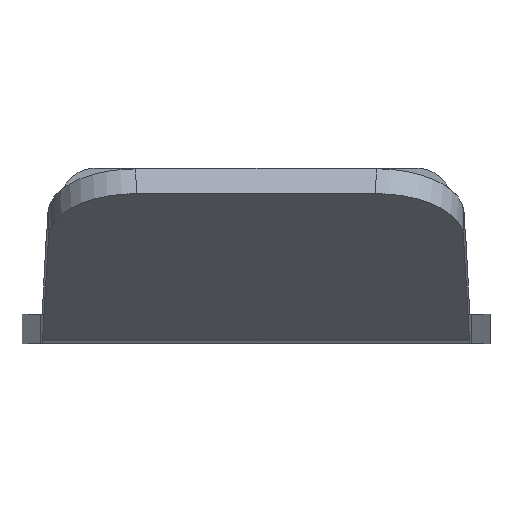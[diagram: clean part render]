
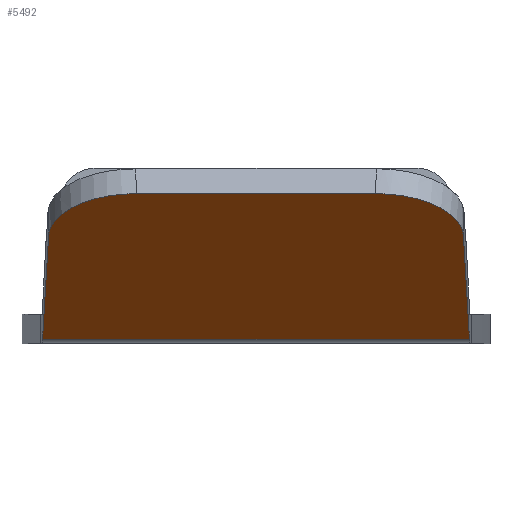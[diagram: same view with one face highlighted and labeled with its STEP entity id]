
A CAD part, left-side view. The second image highlights one B-rep face of the part: STEP entity #5492.
In plain terms, the highlighted planar face has unit normal (-0.5, 0, -0.866).
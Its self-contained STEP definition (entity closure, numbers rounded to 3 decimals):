
#589=CARTESIAN_POINT('',(-296.942,-36.48,
0.804));
#591=CARTESIAN_POINT('',(-296.942,-36.48,
0.804));
#592=CARTESIAN_POINT('',(-307.099,-36.162,6.668));
#593=CARTESIAN_POINT('',(-317.255,-35.822,12.531));
#594=CARTESIAN_POINT('',(-327.41,-35.46,18.395));
#1775=CARTESIAN_POINT('',(-296.942,36.48,
0.804));
#1776=CARTESIAN_POINT('',(-307.099,36.162,6.668));
#1777=CARTESIAN_POINT('',(-317.255,35.822,12.531));
#1778=CARTESIAN_POINT('',(-327.41,35.46,18.395));
#1784=CARTESIAN_POINT('',(-296.942,36.48,
0.804));
#1815=DIRECTION('',(0.,1.,0.));
#1816=VECTOR('',#1815,40.929);
#1817=CARTESIAN_POINT('',(-340.,-20.464,25.663));
#1818=LINE('',#1817,#1816);
#1826=CARTESIAN_POINT('',(-340.,-20.464,25.663));
#1827=CARTESIAN_POINT('',(-340.,-21.746,25.663));
#1828=CARTESIAN_POINT('',(-339.732,-24.233,
25.509));
#1829=CARTESIAN_POINT('',(-338.441,-27.948,
24.763));
#1830=CARTESIAN_POINT('',(-336.431,-31.021,
23.603));
#1831=CARTESIAN_POINT('',(-333.834,-33.433,
22.103));
#1832=CARTESIAN_POINT('',(-330.663,-35.035,
20.272));
#1833=CARTESIAN_POINT('',(-328.519,-35.42,
19.035));
#1834=CARTESIAN_POINT('',(-327.41,-35.46,
18.395));
#1836=CARTESIAN_POINT('',(-340.,20.464,25.663));
#1837=CARTESIAN_POINT('',(-340.,21.746,25.663));
#1838=CARTESIAN_POINT('',(-339.732,24.233,25.509));
#1839=CARTESIAN_POINT('',(-338.441,27.948,24.763));
#1840=CARTESIAN_POINT('',(-336.431,31.021,23.603));
#1841=CARTESIAN_POINT('',(-333.834,33.433,22.103));
#1842=CARTESIAN_POINT('',(-330.663,35.035,20.272));
#1843=CARTESIAN_POINT('',(-328.519,35.42,19.035));
#1844=CARTESIAN_POINT('',(-327.41,35.46,18.395));
#1846=DIRECTION('',(0.,-1.,0.));
#1847=VECTOR('',#1846,72.961);
#1848=CARTESIAN_POINT('',(-296.942,36.48,
0.804));
#1849=LINE('',#1848,#1847);
#2964=VERTEX_POINT('',#1784);
#3009=VERTEX_POINT('',#1836);
#3010=VERTEX_POINT('',#1844);
#3034=VERTEX_POINT('',#589);
#3079=VERTEX_POINT('',#1826);
#3080=VERTEX_POINT('',#1834);
#5478=CARTESIAN_POINT('',(-344.641,-89.665,28.343));
#5479=DIRECTION('',(0.5,0.,0.866));
#5480=DIRECTION('',(0.866,0.,-0.5));
#5481=AXIS2_PLACEMENT_3D('',#5478,#5479,#5480);
#5482=PLANE('',#5481);
#5483=ORIENTED_EDGE('',*,*,#5440,.F.);
#5484=ORIENTED_EDGE('',*,*,#5472,.T.);
#5485=ORIENTED_EDGE('',*,*,#4341,.F.);
#5487=ORIENTED_EDGE('',*,*,#5486,.F.);
#5488=ORIENTED_EDGE('',*,*,#5382,.T.);
#5489=ORIENTED_EDGE('',*,*,#5425,.F.);
#5490=EDGE_LOOP('',(#5483,#5484,#5485,#5487,#5488,#5489));
#5491=FACE_OUTER_BOUND('',#5490,.F.);
#5492=ADVANCED_FACE('',(#5491),#5482,.F.);
#595=B_SPLINE_CURVE_WITH_KNOTS('',3,(#591,#592,#593,#594),.UNSPECIFIED.,.F.,.F.,
(4,4),(0.,1.),.UNSPECIFIED.);
#1779=B_SPLINE_CURVE_WITH_KNOTS('',3,(#1775,#1776,#1777,#1778),.UNSPECIFIED.,
.F.,.F.,(4,4),(0.,1.),.UNSPECIFIED.);
#1835=B_SPLINE_CURVE_WITH_KNOTS('',3,(#1826,#1827,#1828,#1829,#1830,#1831,#1832,
#1833,#1834),.UNSPECIFIED.,.F.,.F.,(4,1,1,1,1,1,4),(0.,0.167,
0.333,0.5,0.667,0.833,1.),
.UNSPECIFIED.);
#1845=B_SPLINE_CURVE_WITH_KNOTS('',3,(#1836,#1837,#1838,#1839,#1840,#1841,#1842,
#1843,#1844),.UNSPECIFIED.,.F.,.F.,(4,1,1,1,1,1,4),(0.,0.167,
0.333,0.5,0.667,0.833,1.),
.UNSPECIFIED.);
#4341=EDGE_CURVE('',#3034,#3080,#595,.T.);
#5382=EDGE_CURVE('',#2964,#3010,#1779,.T.);
#5425=EDGE_CURVE('',#3009,#3010,#1845,.T.);
#5440=EDGE_CURVE('',#3079,#3009,#1818,.T.);
#5472=EDGE_CURVE('',#3079,#3080,#1835,.T.);
#5486=EDGE_CURVE('',#2964,#3034,#1849,.T.);
